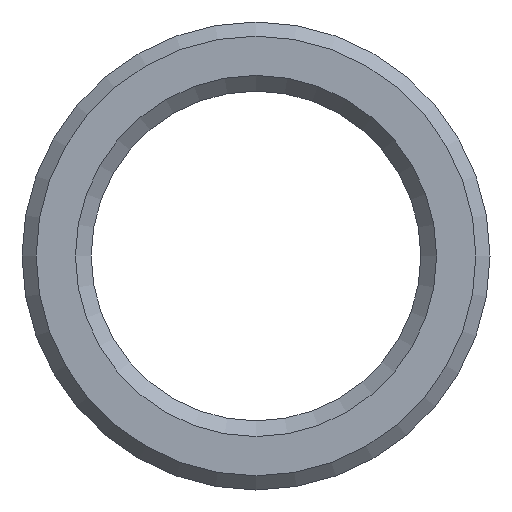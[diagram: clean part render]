
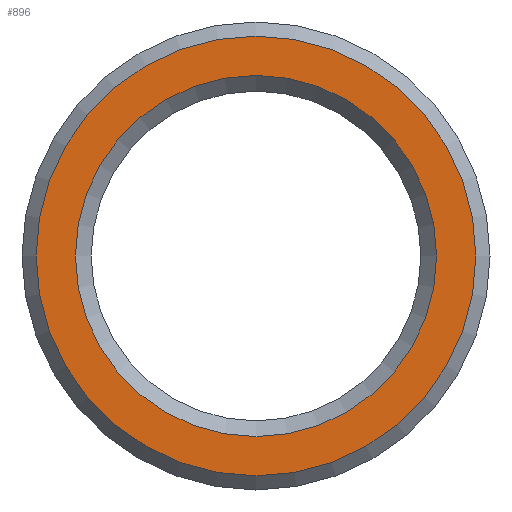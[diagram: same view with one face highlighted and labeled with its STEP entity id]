
A CAD part, left-side view. The second image highlights one B-rep face of the part: STEP entity #896.
In plain terms, the highlighted planar face has unit normal (-1, 0, 0).
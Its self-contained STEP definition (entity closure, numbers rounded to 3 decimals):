
#112=FACE_BOUND('',#210,.T.);
#126=PLANE('',#1015);
#157=FACE_OUTER_BOUND('',#209,.T.);
#209=EDGE_LOOP('',(#692,#693));
#210=EDGE_LOOP('',(#694,#695));
#293=CIRCLE('',#1013,28.);
#294=CIRCLE('',#1014,28.);
#295=CIRCLE('',#1016,23.);
#296=CIRCLE('',#1017,23.);
#389=VERTEX_POINT('',#1544);
#390=VERTEX_POINT('',#1545);
#391=VERTEX_POINT('',#1550);
#392=VERTEX_POINT('',#1551);
#501=EDGE_CURVE('',#389,#390,#293,.T.);
#502=EDGE_CURVE('',#390,#389,#294,.T.);
#504=EDGE_CURVE('',#391,#392,#295,.T.);
#505=EDGE_CURVE('',#392,#391,#296,.T.);
#692=ORIENTED_EDGE('',*,*,#501,.T.);
#693=ORIENTED_EDGE('',*,*,#502,.T.);
#694=ORIENTED_EDGE('',*,*,#504,.F.);
#695=ORIENTED_EDGE('',*,*,#505,.F.);
#896=ADVANCED_FACE('',(#157,#112),#126,.T.);
#1013=AXIS2_PLACEMENT_3D('',#1546,#1246,#1247);
#1014=AXIS2_PLACEMENT_3D('',#1547,#1248,#1249);
#1015=AXIS2_PLACEMENT_3D('',#1549,#1251,#1252);
#1016=AXIS2_PLACEMENT_3D('',#1552,#1253,#1254);
#1017=AXIS2_PLACEMENT_3D('',#1553,#1255,#1256);
#1246=DIRECTION('center_axis',(-1.,0.,0.));
#1247=DIRECTION('ref_axis',(0.,-1.,0.));
#1248=DIRECTION('center_axis',(-1.,0.,0.));
#1249=DIRECTION('ref_axis',(0.,-1.,0.));
#1251=DIRECTION('center_axis',(-1.,0.,0.));
#1252=DIRECTION('ref_axis',(0.,0.,1.));
#1253=DIRECTION('center_axis',(-1.,0.,0.));
#1254=DIRECTION('ref_axis',(0.,-1.,0.));
#1255=DIRECTION('center_axis',(-1.,0.,0.));
#1256=DIRECTION('ref_axis',(0.,-1.,0.));
#1544=CARTESIAN_POINT('',(0.,-28.,0.));
#1545=CARTESIAN_POINT('',(0.,28.,0.));
#1546=CARTESIAN_POINT('Origin',(0.,0.,0.));
#1547=CARTESIAN_POINT('Origin',(0.,0.,0.));
#1549=CARTESIAN_POINT('Origin',(0.,-25.5,0.));
#1550=CARTESIAN_POINT('',(0.,-23.,0.));
#1551=CARTESIAN_POINT('',(0.,23.,0.));
#1552=CARTESIAN_POINT('Origin',(0.,0.,0.));
#1553=CARTESIAN_POINT('Origin',(0.,0.,0.));
